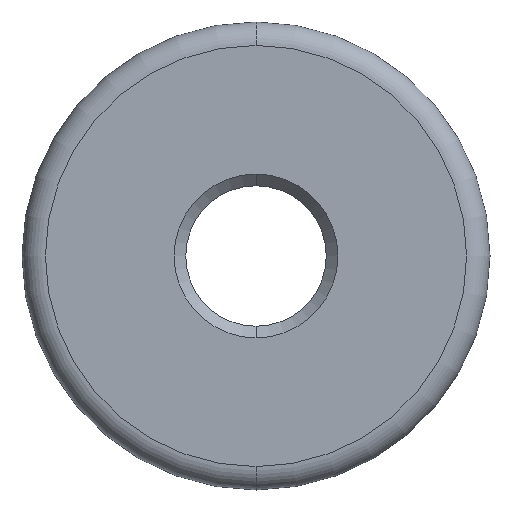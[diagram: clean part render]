
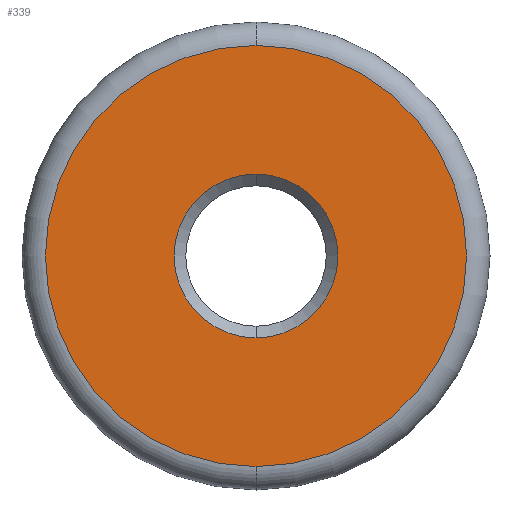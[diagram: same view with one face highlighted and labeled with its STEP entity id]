
A CAD part, front view. The second image highlights one B-rep face of the part: STEP entity #339.
In plain terms, the highlighted planar face has unit normal (0, -1, 0).
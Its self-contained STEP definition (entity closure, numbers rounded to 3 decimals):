
#8 = VERTEX_POINT ( 'NONE', #362 ) ;
#19 = DIRECTION ( 'NONE',  ( 0., 1., 0. ) ) ;
#22 = ORIENTED_EDGE ( 'NONE', *, *, #270, .T. ) ;
#32 = FACE_OUTER_BOUND ( 'NONE', #231, .T. ) ;
#34 = CIRCLE ( 'NONE', #86, 3.5 ) ;
#43 = CIRCLE ( 'NONE', #69, 9. ) ;
#46 = CIRCLE ( 'NONE', #382, 9. ) ;
#48 = AXIS2_PLACEMENT_3D ( 'NONE', #90, #19, #425 ) ;
#55 = DIRECTION ( 'NONE',  ( 0., 1., 0. ) ) ;
#66 = CIRCLE ( 'NONE', #193, 3.5 ) ;
#69 = AXIS2_PLACEMENT_3D ( 'NONE', #295, #304, #316 ) ;
#76 = DIRECTION ( 'NONE',  ( 0., 0., 1. ) ) ;
#80 = EDGE_CURVE ( 'NONE', #8, #420, #66, .T. ) ;
#86 = AXIS2_PLACEMENT_3D ( 'NONE', #423, #434, #444 ) ;
#90 = CARTESIAN_POINT ( 'NONE',  ( 3.5, -5., 0. ) ) ;
#136 = PLANE ( 'NONE',  #48 ) ;
#157 = FACE_BOUND ( 'NONE', #262, .T. ) ;
#193 = AXIS2_PLACEMENT_3D ( 'NONE', #356, #55, #76 ) ;
#231 = EDGE_LOOP ( 'NONE', ( #22, #354 ) ) ;
#239 = CARTESIAN_POINT ( 'NONE',  ( 0., -5., 0. ) ) ;
#245 = DIRECTION ( 'NONE',  ( 0., -1., 0. ) ) ;
#246 = DIRECTION ( 'NONE',  ( 0., 0., 1. ) ) ;
#262 = EDGE_LOOP ( 'NONE', ( #364, #395 ) ) ;
#270 = EDGE_CURVE ( 'NONE', #429, #291, #46, .T. ) ;
#279 = EDGE_CURVE ( 'NONE', #291, #429, #43, .T. ) ;
#291 = VERTEX_POINT ( 'NONE', #393 ) ;
#295 = CARTESIAN_POINT ( 'NONE',  ( 0., -5., 0. ) ) ;
#304 = DIRECTION ( 'NONE',  ( 0., -1., 0. ) ) ;
#316 = DIRECTION ( 'NONE',  ( 0., 0., 1. ) ) ;
#317 = EDGE_CURVE ( 'NONE', #420, #8, #34, .T. ) ;
#339 = ADVANCED_FACE ( 'NONE', ( #32, #157 ), #136, .F. ) ;
#354 = ORIENTED_EDGE ( 'NONE', *, *, #279, .T. ) ;
#356 = CARTESIAN_POINT ( 'NONE',  ( 0., -5., 0. ) ) ;
#362 = CARTESIAN_POINT ( 'NONE',  ( 0., -5., -3.5 ) ) ;
#364 = ORIENTED_EDGE ( 'NONE', *, *, #80, .T. ) ;
#382 = AXIS2_PLACEMENT_3D ( 'NONE', #239, #245, #246 ) ;
#393 = CARTESIAN_POINT ( 'NONE',  ( 0., -5., -9. ) ) ;
#395 = ORIENTED_EDGE ( 'NONE', *, *, #317, .T. ) ;
#398 = CARTESIAN_POINT ( 'NONE',  ( 0., -5., 9. ) ) ;
#420 = VERTEX_POINT ( 'NONE', #438 ) ;
#423 = CARTESIAN_POINT ( 'NONE',  ( 0., -5., 0. ) ) ;
#425 = DIRECTION ( 'NONE',  ( 0., 0., 1. ) ) ;
#429 = VERTEX_POINT ( 'NONE', #398 ) ;
#434 = DIRECTION ( 'NONE',  ( 0., 1., 0. ) ) ;
#438 = CARTESIAN_POINT ( 'NONE',  ( 0., -5., 3.5 ) ) ;
#444 = DIRECTION ( 'NONE',  ( 0., 0., 1. ) ) ;
